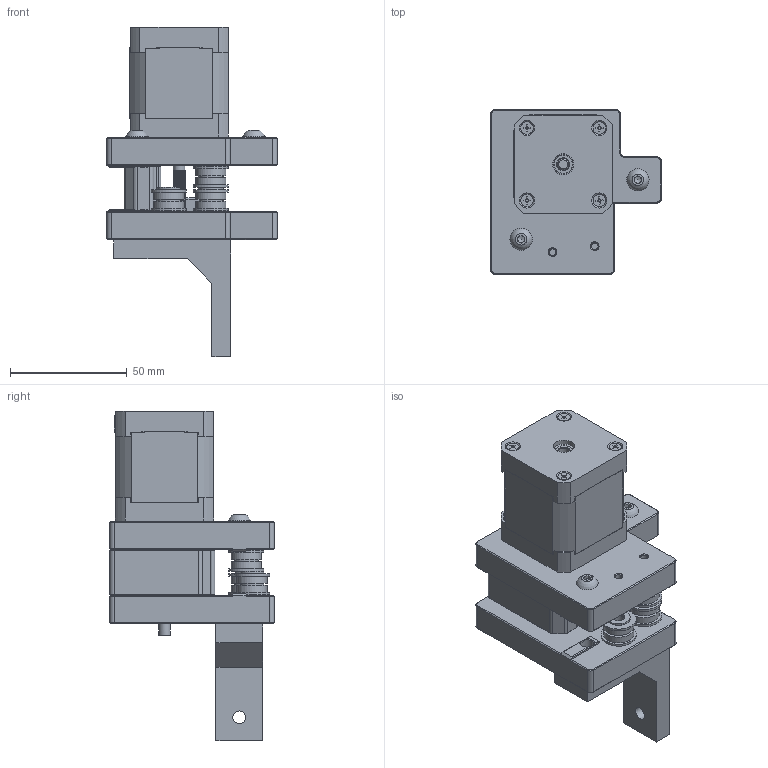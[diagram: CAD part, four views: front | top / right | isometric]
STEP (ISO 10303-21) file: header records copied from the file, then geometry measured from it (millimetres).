
FILE_DESCRIPTION(/* description */ ('STEP AP242','CAx-IF Rec.Pracs.---Representation and Presentation of Product Manufacturing Information (PMI)---4.0---2014-10-13','CAx-IF Rec.Pracs.---3D Tessellated Geometry---0.4---2014-09-14','2;1'),/* implementation_level */ '2;1');
FILE_NAME(/* name */ '6766f13baf64614d30fbf935',/* time_stamp */ '2024-12-21T16:47:57Z',/* author */ (''),/* organization */ (''),/* preprocessor_version */ 'ST-DEVELOPER v20',/* originating_system */ 'ONSHAPE BY PTC INC, 1.191',/* authorisation */ ' ');
FILE_SCHEMA (('AP242_MANAGED_MODEL_BASED_3D_ENGINEERING_MIM_LF { 1 0 10303 442 1 1 4 }'));
Length unit declared in the file: metre
Products named in the file (11): B Motor Mount v2; M5 0.5mm Ring Shim; Motor Mount B Top; F695+1mm Bearing Idler; Socket button head screw M5x0.8 x 12; NEMA17; Chamfered plain washer normal M5; 2020 Corner Bracket Long; Motor Mount B Bottom; Motor Mount B Middle
Assembly tree (16 placements, depth 2):
  B Motor Mount v2
    M5 0.5mm Ring Shim  x3
    Motor Mount B Top
    F695+1mm Bearing Idler  x3
    Socket button head screw M5x0.8 x 12  x2
    NEMA17
    NEMA17
    Chamfered plain washer normal M5  x2
    2020 Corner Bracket Long
    Motor Mount B Bottom
    Motor Mount B Middle
Bounding box: 73 x 70.5 x 141 mm (x, y, z)
Volume: 172901.8 mm3; surface area: 80303.2 mm2
Topology: 16 solids, 16 shells, 1673 faces, 5263 edges, 3307 vertices
Faces by surface type: plane 806, cylinder 707, cone 139, torus 15, bspline 4, sphere 2
Full cylindrical faces by diameter (mm): 2.464 x4, 2.5 x8, 2.9 x4, 2.997 x4, 3.4 x16, 4.991 x1, 5 x8, 5.001 x2, 5.182 x1, 5.3 x12, 5.5 x6, 6.5 x1, 7.468 x1, 7.81 x4, 7.823 x4, 8.141 x4, 9 x1, 10 x8, 12 x2, 12.103 x4, 13 x6, 13.2 x1, 13.208 x4, 15 x6, 15.2 x1, 15.999 x2, 16.019 x2, 22 x1, 23 x1, 25.992 x2
Entity records: 56945 total; most frequent: DIRECTION 10320, CARTESIAN_POINT 9814, ORIENTED_EDGE 9790, EDGE_CURVE 4895, AXIS2_PLACEMENT_3D 3816, VERTEX_POINT 3178, LINE 2688, VECTOR 2688
